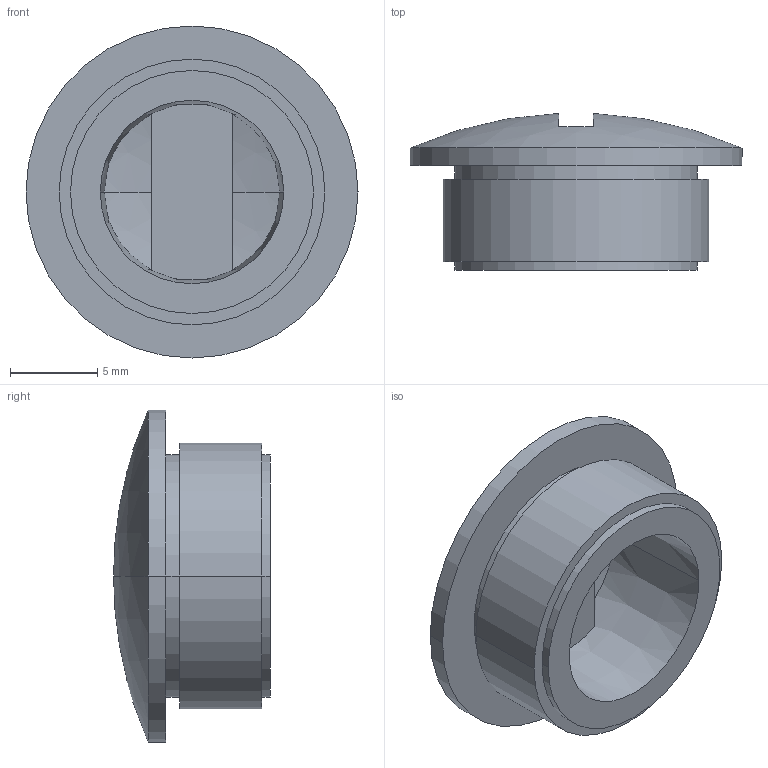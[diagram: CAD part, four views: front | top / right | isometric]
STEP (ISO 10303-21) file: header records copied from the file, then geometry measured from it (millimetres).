
FILE_DESCRIPTION (( 'STEP AP214' ), '1' );
FILE_NAME ('2033097.stp', '2020-02-19T07:51:35', ( '' ), ( '' ), 'SwSTEP 2.0', 'SolidWorks 2018', '' );
FILE_SCHEMA (( 'AUTOMOTIVE_DESIGN' ));
Length unit declared in the file: millimetre
Products named in the file (1): 2033097
Bounding box: 19 x 8.98 x 19 mm (x, y, z)
Volume: 1074.6 mm3; surface area: 1247.7 mm2
Topology: 1 solids, 1 shells, 28 faces, 62 edges, 40 vertices
Faces by surface type: plane 12, cylinder 8, sphere 6, cone 2
Entity records: 842 total; most frequent: CARTESIAN_POINT 155, DIRECTION 154, ORIENTED_EDGE 124, AXIS2_PLACEMENT_3D 67, EDGE_CURVE 62, VERTEX_POINT 40, CIRCLE 38, EDGE_LOOP 32
